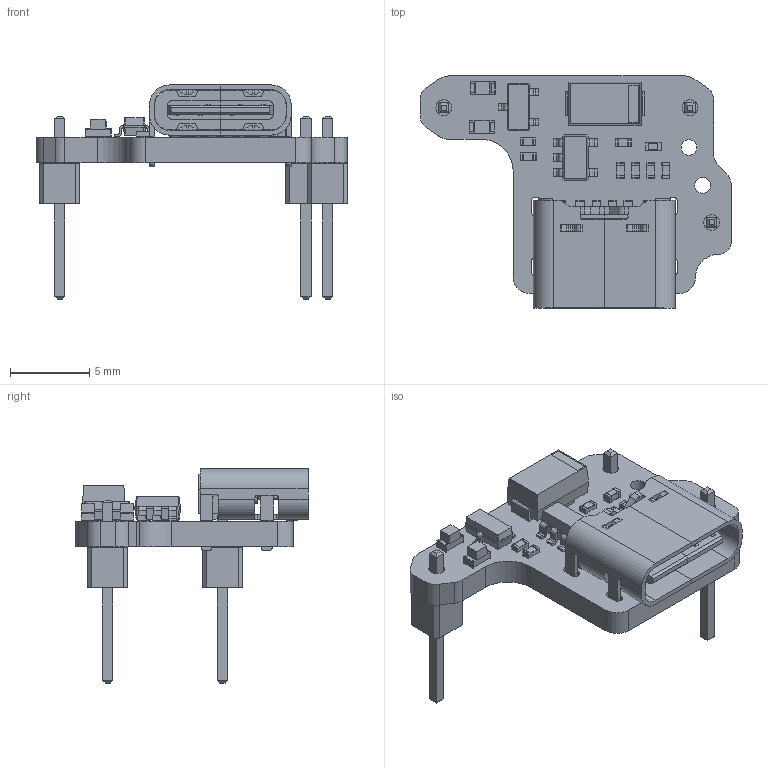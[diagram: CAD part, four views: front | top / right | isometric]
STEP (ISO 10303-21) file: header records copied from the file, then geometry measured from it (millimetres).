
FILE_DESCRIPTION(('KiCad electronic assembly'),'2;1');
FILE_NAME('charger.step','2024-12-28T17:19:21',('Pcbnew'),('Kicad'), 'Open CASCADE STEP processor 7.7','KiCad to STEP converter','Unknown' );
FILE_SCHEMA(('AUTOMOTIVE_DESIGN { 1 0 10303 214 1 1 1 1 }'));
Length unit declared in the file: millimetre
Products named in the file (18): charger 1; SOT-23-5; SOT_23_5; LED_0603_1608Metric; SOT-23; SOT_23; R_0402_1005Metric; D_SMA; C_0402_1005Metric; USB_C_Receptacle_GCT_USB4125-xx-x-0190_6P_TopMnt_Horizontal; USB_C_Receptacle_GCT_USB4125-xx-x_6P_TopMnt_Horizontal; PinHeader_1x01_P2.54mm_Vertical; PinHeader_1x01_P254mm_Vertical; charger_PCB
Assembly tree (26 placements, depth 3):
  charger 1
    SOT-23-5
      SOT_23_5
    LED_0603_1608Metric  x2
      LED_0603_1608Metric
    SOT-23
      SOT_23
    R_0402_1005Metric  x6
      R_0402_1005Metric
    D_SMA
      D_SMA
    C_0402_1005Metric  x2
      C_0402_1005Metric
    USB_C_Receptacle_GCT_USB4125-xx-x-0190_6P_TopMnt_Horizontal
      USB_C_Receptacle_GCT_USB4125-xx-x_6P_TopMnt_Horizontal
    PinHeader_1x01_P2.54mm_Vertical  x3
      PinHeader_1x01_P254mm_Vertical
    charger_PCB
Bounding box: 19.67 x 14.64 x 13.5 mm (x, y, z)
Volume: 503.3 mm3; surface area: 1331.4 mm2
Topology: 33 solids, 33 shells, 1218 faces, 3085 edges, 1944 vertices
Faces by surface type: plane 882, cylinder 268, bspline 66, cone 2
Full cylindrical faces by diameter (mm): 0.8 x2, 1 x5
Entity records: 34895 total; most frequent: CARTESIAN_POINT 5199, ORIENTED_EDGE 4840, DIRECTION 4580, EDGE_CURVE 2412, LINE 1902, VECTOR 1902, VERTEX_POINT 1510, AXIS2_PLACEMENT_3D 1339
